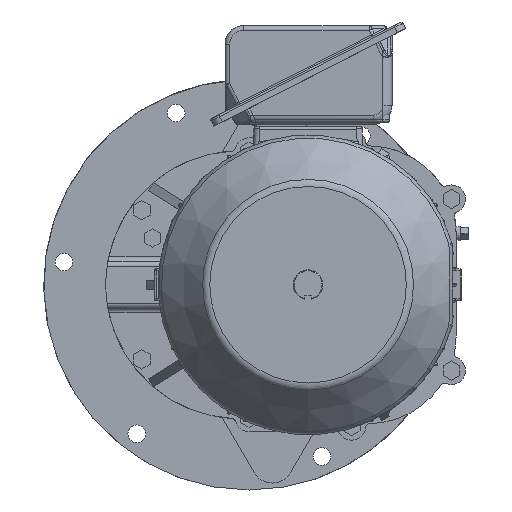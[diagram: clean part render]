
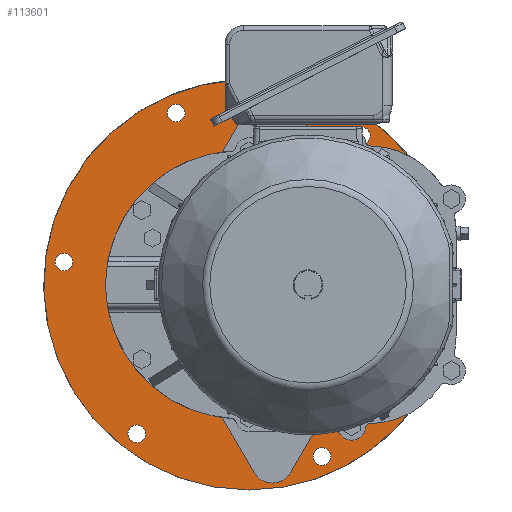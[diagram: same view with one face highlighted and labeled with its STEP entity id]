
A CAD part, left-side view. The second image highlights one B-rep face of the part: STEP entity #113601.
In plain terms, the highlighted planar face has unit normal (-1, 0, 0).
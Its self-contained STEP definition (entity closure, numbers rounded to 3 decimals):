
#767 = DIRECTION ( 'NONE',  ( 0., 0., 1. ) ) ;
#775 = DIRECTION ( 'NONE',  ( 1., 0., 0. ) ) ;
#1150 = EDGE_CURVE ( 'NONE', #64678, #64678, #36996, .T. ) ;
#2504 = CIRCLE ( 'NONE', #52542, 88. ) ;
#2602 = DIRECTION ( 'NONE',  ( -1., 0., 0. ) ) ;
#4137 = CARTESIAN_POINT ( 'NONE',  ( -24., 10., 139.5 ) ) ;
#4491 = DIRECTION ( 'NONE',  ( 0., 1., 0. ) ) ;
#6144 = CIRCLE ( 'NONE', #43739, 9.5 ) ;
#11094 = VERTEX_POINT ( 'NONE', #4137 ) ;
#12437 = DIRECTION ( 'NONE',  ( -1., 0., 0. ) ) ;
#13597 = CARTESIAN_POINT ( 'NONE',  ( -24., 0., 0. ) ) ;
#16839 = EDGE_LOOP ( 'NONE', ( #90042 ) ) ;
#17097 = CARTESIAN_POINT ( 'NONE',  ( -24., 10., -139.5 ) ) ;
#20016 = CARTESIAN_POINT ( 'NONE',  ( -24., -173., -62. ) ) ;
#20883 = VERTEX_POINT ( 'NONE', #17097 ) ;
#21540 = VERTEX_POINT ( 'NONE', #117654 ) ;
#22412 = DIRECTION ( 'NONE',  ( 0., 0., 1. ) ) ;
#23597 = FACE_BOUND ( 'NONE', #122552, .T. ) ;
#24068 = EDGE_CURVE ( 'NONE', #49130, #20883, #63886, .T. ) ;
#26038 = EDGE_CURVE ( 'NONE', #54895, #54895, #127043, .T. ) ;
#26279 = AXIS2_PLACEMENT_3D ( 'NONE', #85043, #96742, #117054 ) ;
#26496 = ORIENTED_EDGE ( 'NONE', *, *, #70690, .F. ) ;
#27192 = EDGE_CURVE ( 'NONE', #47032, #47032, #6144, .T. ) ;
#27774 = EDGE_LOOP ( 'NONE', ( #52463 ) ) ;
#28745 = CARTESIAN_POINT ( 'NONE',  ( -24., -198.509, -14.874 ) ) ;
#29125 = DIRECTION ( 'NONE',  ( 1., 0., 0. ) ) ;
#29543 = DIRECTION ( 'NONE',  ( 0., 0., 1. ) ) ;
#29926 = AXIS2_PLACEMENT_3D ( 'NONE', #37633, #29125, #38278 ) ;
#30102 = DIRECTION ( 'NONE',  ( 0., 0., 1. ) ) ;
#31583 = EDGE_LOOP ( 'NONE', ( #68850 ) ) ;
#31877 = ORIENTED_EDGE ( 'NONE', *, *, #93856, .T. ) ;
#32745 = FACE_OUTER_BOUND ( 'NONE', #110472, .T. ) ;
#34670 = FACE_BOUND ( 'NONE', #57122, .T. ) ;
#36272 = EDGE_CURVE ( 'NONE', #59360, #21540, #68980, .T. ) ;
#36790 = AXIS2_PLACEMENT_3D ( 'NONE', #112405, #94077, #62755 ) ;
#36996 = CIRCLE ( 'NONE', #26279, 9.5 ) ;
#37613 = VERTEX_POINT ( 'NONE', #74651 ) ;
#37633 = CARTESIAN_POINT ( 'NONE',  ( -24., -127.93, 54.869 ) ) ;
#37912 = LINE ( 'NONE', #116925, #65706 ) ;
#38278 = DIRECTION ( 'NONE',  ( 0., 0., 1. ) ) ;
#38465 = DIRECTION ( 'NONE',  ( 0., 0., 1. ) ) ;
#43739 = AXIS2_PLACEMENT_3D ( 'NONE', #51015, #101237, #767 ) ;
#47032 = VERTEX_POINT ( 'NONE', #56165 ) ;
#47487 = EDGE_CURVE ( 'NONE', #69275, #37613, #125454, .T. ) ;
#49130 = VERTEX_POINT ( 'NONE', #54903 ) ;
#51015 = CARTESIAN_POINT ( 'NONE',  ( -24., -120.363, 159.727 ) ) ;
#52463 = ORIENTED_EDGE ( 'NONE', *, *, #1150, .F. ) ;
#52542 = AXIS2_PLACEMENT_3D ( 'NONE', #77618, #70857, #38465 ) ;
#52832 = CIRCLE ( 'NONE', #29926, 88. ) ;
#53513 = CIRCLE ( 'NONE', #68061, 9.5 ) ;
#53616 = FACE_BOUND ( 'NONE', #31583, .T. ) ;
#54106 = CARTESIAN_POINT ( 'NONE',  ( -24., 10., -139.5 ) ) ;
#54267 = FACE_BOUND ( 'NONE', #102844, .T. ) ;
#54895 = VERTEX_POINT ( 'NONE', #126123 ) ;
#54903 = CARTESIAN_POINT ( 'NONE',  ( -24., -42.809, -139.5 ) ) ;
#55414 = CARTESIAN_POINT ( 'NONE',  ( -24., 0., 139.5 ) ) ;
#56165 = CARTESIAN_POINT ( 'NONE',  ( -24., -120.363, 169.227 ) ) ;
#57023 = CIRCLE ( 'NONE', #107116, 9.5 ) ;
#57122 = EDGE_LOOP ( 'NONE', ( #92895 ) ) ;
#59349 = VECTOR ( 'NONE', #80057, 1000. ) ;
#59360 = VERTEX_POINT ( 'NONE', #101842 ) ;
#62755 = DIRECTION ( 'NONE',  ( 0., 0., 1. ) ) ;
#63886 = LINE ( 'NONE', #54106, #122164 ) ;
#64678 = VERTEX_POINT ( 'NONE', #115624 ) ;
#65539 = CARTESIAN_POINT ( 'NONE',  ( -24., -78.146, -184.101 ) ) ;
#65550 = CARTESIAN_POINT ( 'NONE',  ( -24., -103.815, 139.5 ) ) ;
#65706 = VECTOR ( 'NONE', #69180, 1000. ) ;
#66617 = AXIS2_PLACEMENT_3D ( 'NONE', #90201, #775, #29543 ) ;
#67549 = ORIENTED_EDGE ( 'NONE', *, *, #47487, .F. ) ;
#67878 = VERTEX_POINT ( 'NONE', #80255 ) ;
#68061 = AXIS2_PLACEMENT_3D ( 'NONE', #65539, #85776, #107339 ) ;
#68557 = EDGE_CURVE ( 'NONE', #71422, #37613, #2504, .T. ) ;
#68850 = ORIENTED_EDGE ( 'NONE', *, *, #103173, .F. ) ;
#68980 = LINE ( 'NONE', #20016, #59349 ) ;
#69180 = DIRECTION ( 'NONE',  ( 0., 0.864, -0.503 ) ) ;
#69275 = VERTEX_POINT ( 'NONE', #79068 ) ;
#70345 = EDGE_CURVE ( 'NONE', #69275, #59360, #52832, .T. ) ;
#70690 = EDGE_CURVE ( 'NONE', #89421, #89421, #57023, .T. ) ;
#70857 = DIRECTION ( 'NONE',  ( 1., 0., 0. ) ) ;
#71422 = VERTEX_POINT ( 'NONE', #65550 ) ;
#71816 = CARTESIAN_POINT ( 'NONE',  ( -24., 198.509, 24.374 ) ) ;
#71990 = CARTESIAN_POINT ( 'NONE',  ( -24., 78.146, 184.101 ) ) ;
#72552 = PLANE ( 'NONE',  #36790 ) ;
#74651 = CARTESIAN_POINT ( 'NONE',  ( -24., -180.987, 125.075 ) ) ;
#75574 = VECTOR ( 'NONE', #83487, 1000. ) ;
#75800 = ORIENTED_EDGE ( 'NONE', *, *, #70345, .T. ) ;
#77618 = CARTESIAN_POINT ( 'NONE',  ( -24., -127.93, 54.869 ) ) ;
#77898 = CIRCLE ( 'NONE', #92496, 9.5 ) ;
#79068 = CARTESIAN_POINT ( 'NONE',  ( -24., -215.366, 44.918 ) ) ;
#80057 = DIRECTION ( 'NONE',  ( 0., 0., -1. ) ) ;
#80187 = ORIENTED_EDGE ( 'NONE', *, *, #88523, .T. ) ;
#80255 = CARTESIAN_POINT ( 'NONE',  ( -24., 198.509, 33.874 ) ) ;
#83411 = DIRECTION ( 'NONE',  ( 0., 0., -1. ) ) ;
#83487 = DIRECTION ( 'NONE',  ( 0., -1., 0. ) ) ;
#84454 = EDGE_CURVE ( 'NONE', #67878, #67878, #77898, .T. ) ;
#85043 = CARTESIAN_POINT ( 'NONE',  ( -24., 120.363, -159.727 ) ) ;
#85743 = AXIS2_PLACEMENT_3D ( 'NONE', #13597, #102344, #83411 ) ;
#85776 = DIRECTION ( 'NONE',  ( -1., 0., 0. ) ) ;
#88523 = EDGE_CURVE ( 'NONE', #11094, #71422, #124068, .T. ) ;
#89421 = VERTEX_POINT ( 'NONE', #28745 ) ;
#90042 = ORIENTED_EDGE ( 'NONE', *, *, #27192, .F. ) ;
#90201 = CARTESIAN_POINT ( 'NONE',  ( -24., 10., 0. ) ) ;
#92496 = AXIS2_PLACEMENT_3D ( 'NONE', #71816, #12437, #30102 ) ;
#92895 = ORIENTED_EDGE ( 'NONE', *, *, #84454, .F. ) ;
#93856 = EDGE_CURVE ( 'NONE', #20883, #11094, #104081, .T. ) ;
#94077 = DIRECTION ( 'NONE',  ( -1., 0., 0. ) ) ;
#95584 = AXIS2_PLACEMENT_3D ( 'NONE', #71990, #111856, #22412 ) ;
#96742 = DIRECTION ( 'NONE',  ( -1., 0., 0. ) ) ;
#98535 = CARTESIAN_POINT ( 'NONE',  ( -24., -78.146, -174.601 ) ) ;
#101237 = DIRECTION ( 'NONE',  ( -1., 0., 0. ) ) ;
#101842 = CARTESIAN_POINT ( 'NONE',  ( -24., -173., -20.714 ) ) ;
#102344 = DIRECTION ( 'NONE',  ( 1., 0., 0. ) ) ;
#102844 = EDGE_LOOP ( 'NONE', ( #26496 ) ) ;
#103173 = EDGE_CURVE ( 'NONE', #109052, #109052, #53513, .T. ) ;
#103213 = FACE_BOUND ( 'NONE', #16839, .T. ) ;
#104081 = CIRCLE ( 'NONE', #66617, 139.5 ) ;
#105000 = ORIENTED_EDGE ( 'NONE', *, *, #124093, .T. ) ;
#107116 = AXIS2_PLACEMENT_3D ( 'NONE', #112945, #2602, #121506 ) ;
#107339 = DIRECTION ( 'NONE',  ( 0., 0., 1. ) ) ;
#109052 = VERTEX_POINT ( 'NONE', #98535 ) ;
#109940 = ORIENTED_EDGE ( 'NONE', *, *, #26038, .F. ) ;
#110472 = EDGE_LOOP ( 'NONE', ( #67549, #75800, #122850, #105000, #117789, #31877, #80187, #122274 ) ) ;
#111856 = DIRECTION ( 'NONE',  ( -1., 0., 0. ) ) ;
#112405 = CARTESIAN_POINT ( 'NONE',  ( -24., 0., 0. ) ) ;
#112945 = CARTESIAN_POINT ( 'NONE',  ( -24., -198.509, -24.374 ) ) ;
#113601 = ADVANCED_FACE ( 'NONE', ( #34670, #23597, #103213, #54267, #53616, #122257, #32745 ), #72552, .T. ) ;
#115624 = CARTESIAN_POINT ( 'NONE',  ( -24., 120.363, -150.227 ) ) ;
#116925 = CARTESIAN_POINT ( 'NONE',  ( -24., -43.509, -139.093 ) ) ;
#117054 = DIRECTION ( 'NONE',  ( 0., 0., 1. ) ) ;
#117654 = CARTESIAN_POINT ( 'NONE',  ( -24., -173., -63.725 ) ) ;
#117789 = ORIENTED_EDGE ( 'NONE', *, *, #24068, .T. ) ;
#121506 = DIRECTION ( 'NONE',  ( 0., 0., 1. ) ) ;
#122164 = VECTOR ( 'NONE', #4491, 1000. ) ;
#122257 = FACE_BOUND ( 'NONE', #27774, .T. ) ;
#122274 = ORIENTED_EDGE ( 'NONE', *, *, #68557, .T. ) ;
#122552 = EDGE_LOOP ( 'NONE', ( #109940 ) ) ;
#122850 = ORIENTED_EDGE ( 'NONE', *, *, #36272, .T. ) ;
#124068 = LINE ( 'NONE', #55414, #75574 ) ;
#124093 = EDGE_CURVE ( 'NONE', #21540, #49130, #37912, .T. ) ;
#125454 = CIRCLE ( 'NONE', #85743, 220. ) ;
#126123 = CARTESIAN_POINT ( 'NONE',  ( -24., 78.146, 193.601 ) ) ;
#127043 = CIRCLE ( 'NONE', #95584, 9.5 ) ;
